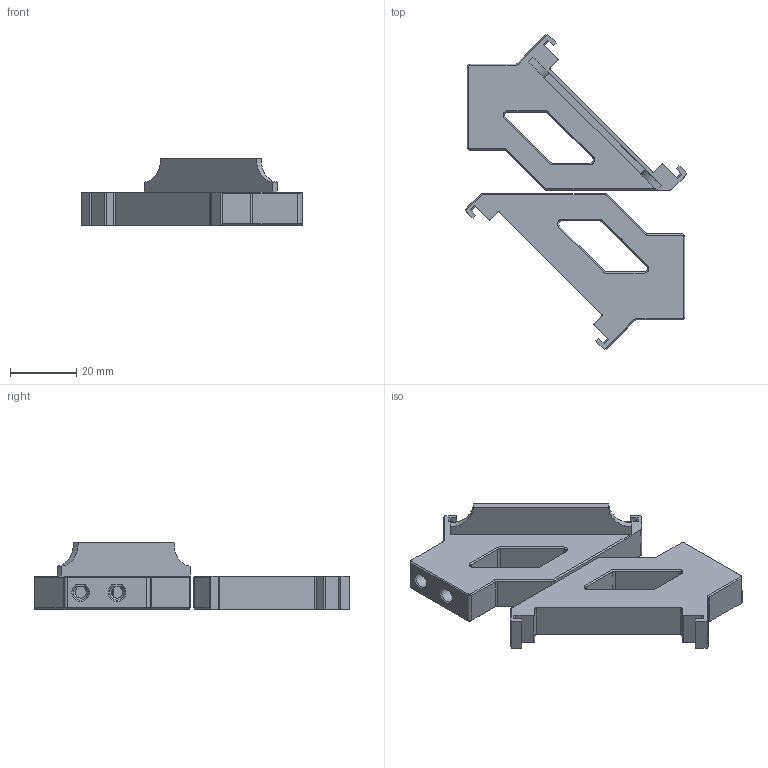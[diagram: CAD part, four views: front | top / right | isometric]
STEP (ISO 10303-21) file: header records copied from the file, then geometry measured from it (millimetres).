
FILE_DESCRIPTION(/* description */ (''),/* implementation_level */ '2;1');
FILE_NAME(/* name */ 'lcd_supports_mk3.step',/* time_stamp */ '2025-07-28T12:39:50+02:00',/* author */ (''),/* organization */ (''),/* preprocessor_version */ 'ST-DEVELOPER v20.1',/* originating_system */ 'Autodesk Translation Framework v14.10.0.0',/* authorisation */ '');
FILE_SCHEMA (('AUTOMOTIVE_DESIGN { 1 0 10303 214 3 1 1 }'));
Length unit declared in the file: millimetre
Products named in the file (1): lcd_supports_mk3
Bounding box: 66.68 x 95.19 x 20 mm (x, y, z)
Volume: 25968.2 mm3; surface area: 12009.3 mm2
Topology: 2 solids, 2 shells, 243 faces, 601 edges, 362 vertices
Faces by surface type: plane 160, cone 45, cylinder 38
Entity records: 7077 total; most frequent: CARTESIAN_POINT 1225, DIRECTION 1208, ORIENTED_EDGE 1202, EDGE_CURVE 601, LINE 478, VECTOR 478, AXIS2_PLACEMENT_3D 365, VERTEX_POINT 362
